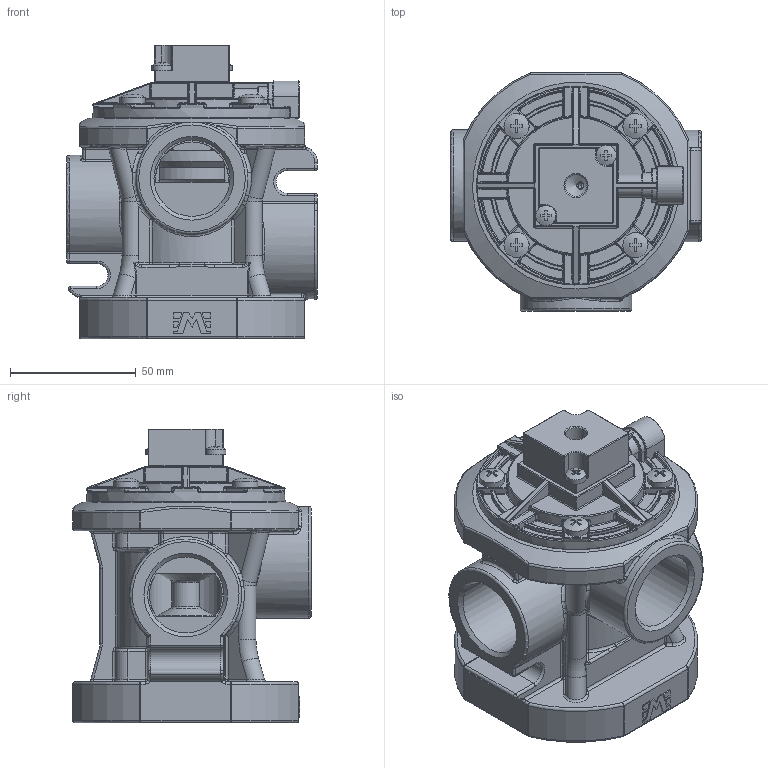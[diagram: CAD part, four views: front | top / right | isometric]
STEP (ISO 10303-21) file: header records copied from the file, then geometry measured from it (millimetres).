
FILE_DESCRIPTION(/* description */ ('Unknown'),/* implementation_level */ '2;1');
FILE_NAME(/* name */ '-MF-G3100S',/* time_stamp */ '2019-05-30T16:10:32+02:00',/* author */ ('Unknown'),/* organization */ ('Unknown'),/* preprocessor_version */ 'ST-DEVELOPER v16.7',/* originating_system */ 'DEX',/* authorisation */ $);
FILE_SCHEMA (('AUTOMOTIVE_DESIGN { 1 0 10303 214 3 1 1 }','AUTOMOTIVE_DESIGN {1 0 10303 214 3 1 1}'));
Length unit declared in the file: millimetre
Products named in the file (1): Parte1
Bounding box: 100 x 95 x 117.1 mm (x, y, z)
Volume: 394388.7 mm3; surface area: 113772.2 mm2
Topology: 1 solids, 1 shells, 1924 faces, 4646 edges, 2642 vertices
Faces by surface type: cylinder 592, plane 504, torus 373, bspline 265, sphere 108, cone 82
Full cylindrical faces by diameter (mm): 2.5 x4, 3 x1, 4.2 x1, 6 x1, 6.4 x3, 7 x1, 7.8 x1, 8 x2, 8.1 x2, 8.566 x1, 10 x10, 10.5 x5, 11 x1, 14 x1, 16.5 x2, 22 x2, 29 x1, 30.291 x3, 34 x2, 38 x1, 41.4 x1, 44 x1, 44.4 x2, 44.5 x2, 50 x2, 76.4 x1, 77 x1
Entity records: 71370 total; most frequent: CARTESIAN_POINT 15963, DIRECTION 8964, ORIENTED_EDGE 8622, EDGE_CURVE 4311, AXIS2_PLACEMENT_3D 3734, VERTEX_POINT 2586, FACE_BOUND 2141, EDGE_LOOP 2138
